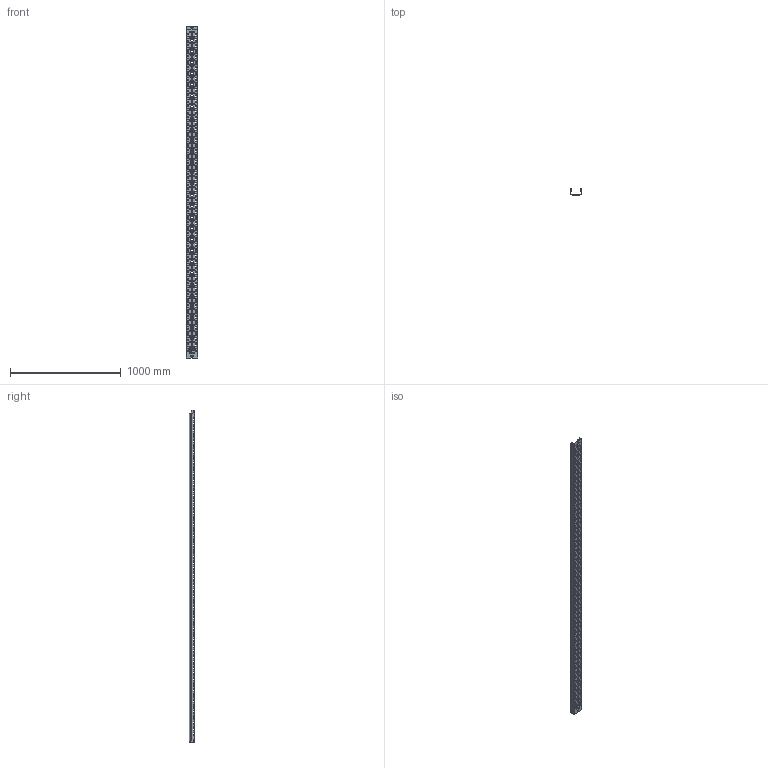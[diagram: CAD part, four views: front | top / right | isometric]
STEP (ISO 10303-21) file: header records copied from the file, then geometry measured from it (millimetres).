
FILE_DESCRIPTION (( 'STEP AP203' ), '1' );
FILE_NAME ('Perforated tray 50õ100õ3000ìì.STEP', '2017-11-20T07:43:18', ( '' ), ( '' ), 'SwSTEP 2.0', 'SolidWorks 2017', '' );
FILE_SCHEMA (( 'CONFIG_CONTROL_DESIGN' ));
Products named in the file (1): Perforated tray 50õ100õ3000ìì
Bounding box: 103.17 x 51.48 x 3000 mm (x, y, z)
Volume: 419264.9 mm3; surface area: 1225640.6 mm2
Topology: 1 solids, 1 shells, 3108 faces, 8265 edges, 5356 vertices
Faces by surface type: cylinder 1414, plane 1049, torus 576, bspline 69
Entity records: 103538 total; most frequent: CARTESIAN_POINT 21662, DIRECTION 18080, ORIENTED_EDGE 16530, EDGE_CURVE 8265, AXIS2_PLACEMENT_3D 6953, VERTEX_POINT 5356, LINE 4174, VECTOR 4174
